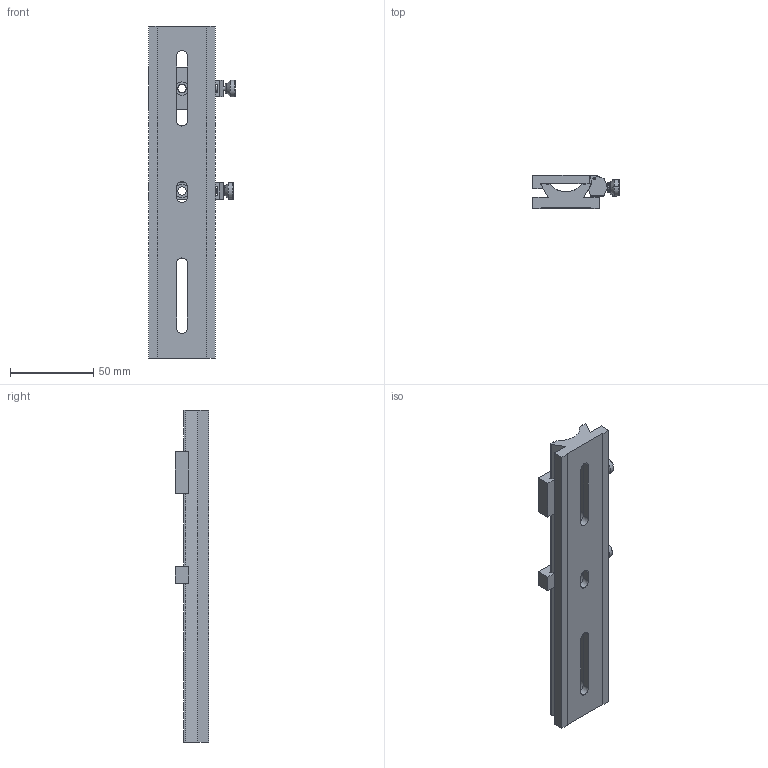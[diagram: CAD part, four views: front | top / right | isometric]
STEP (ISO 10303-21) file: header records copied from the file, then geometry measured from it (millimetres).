
FILE_DESCRIPTION (( 'STEP AP203' ), '1' );
FILE_NAME ('523568.STEP', '2024-12-12T09:42:31', ( '' ), ( '' ), 'SwSTEP 2.0', 'SolidWorks 2020', '' );
FILE_SCHEMA (( 'CONFIG_CONTROL_DESIGN' ));
Products named in the file (1): 523568
Bounding box: 52.09 x 20 x 200 mm (x, y, z)
Volume: 78109.9 mm3; surface area: 34067.8 mm2
Topology: 8 solids, 8 shells, 1835 faces, 4668 edges, 3100 vertices
Faces by surface type: plane 1444, bspline 280, cylinder 83, cone 20, torus 8
Entity records: 68217 total; most frequent: CARTESIAN_POINT 25412, ORIENTED_EDGE 9336, DIRECTION 7382, EDGE_CURVE 4668, VECTOR 3910, LINE 3910, VERTEX_POINT 3100, EDGE_LOOP 2124
